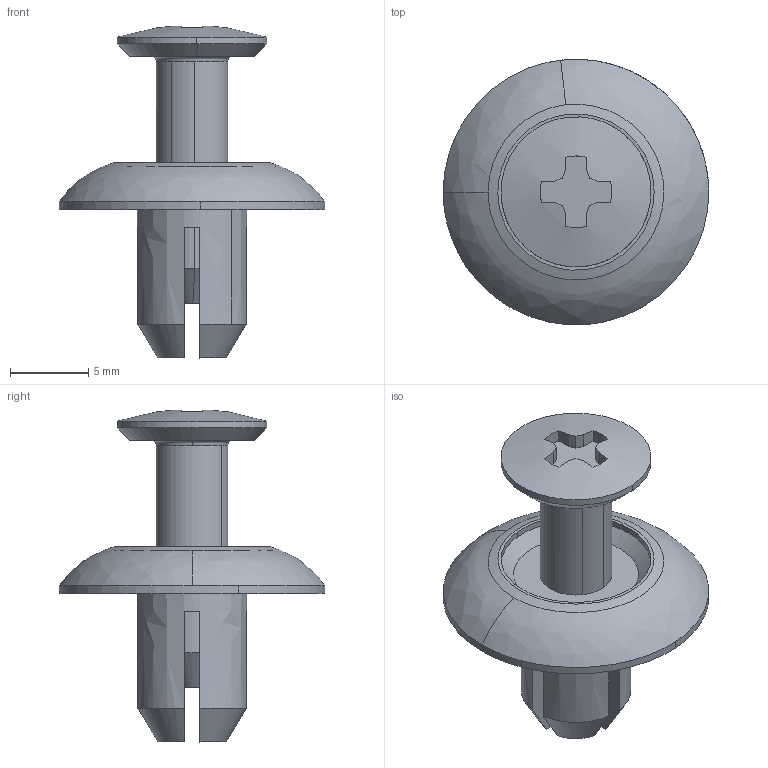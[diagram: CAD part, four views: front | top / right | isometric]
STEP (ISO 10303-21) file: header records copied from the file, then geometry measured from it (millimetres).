
FILE_DESCRIPTION((''),'2;1');
FILE_NAME('','2006-10-06T18:08:25',(''),(''),'','CADfix','');
FILE_SCHEMA(('AUTOMOTIVE_DESIGN'));
Length unit declared in the file: millimetre
Products named in the file (3): pin; grommet; TL_330_10_10071_36
Assembly tree (2 placements, depth 2):
  TL_330_10_10071_36
    pin
    grommet
Bounding box: 17 x 16.98 x 21.25 mm (x, y, z)
Volume: 766.5 mm3; surface area: 1333.2 mm2
Topology: 2 solids, 2 shells, 79 faces, 245 edges, 175 vertices
Faces by surface type: bspline 79
Entity records: 3029 total; most frequent: CARTESIAN_POINT 1643, ORIENTED_EDGE 490, EDGE_CURVE 245, VERTEX_POINT 175, QUASI_UNIFORM_CURVE 92, EDGE_LOOP 86, FACE_OUTER_BOUND 79, ADVANCED_FACE 79
